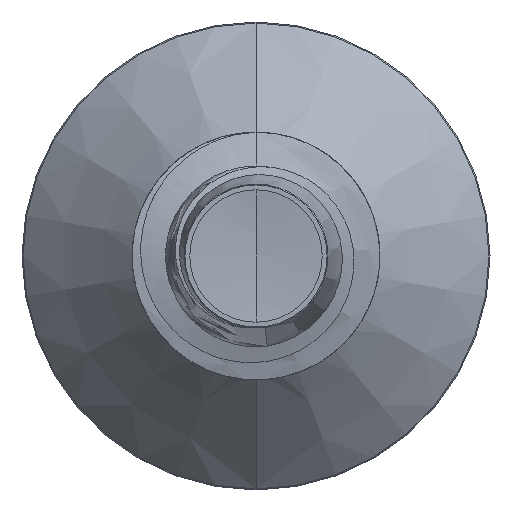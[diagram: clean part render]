
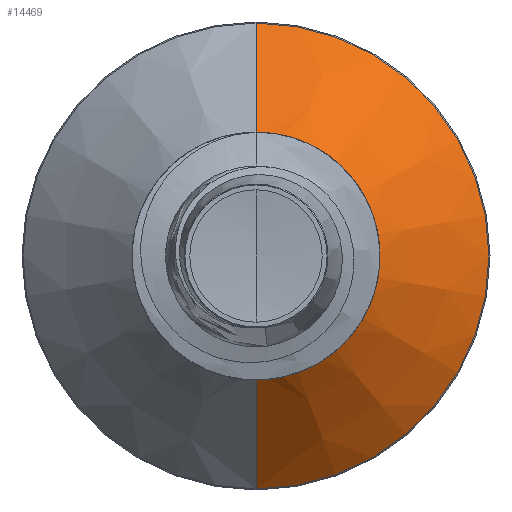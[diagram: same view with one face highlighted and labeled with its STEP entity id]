
A CAD part, front view. The second image highlights one B-rep face of the part: STEP entity #14469.
In plain terms, the highlighted conical face has half-angle 45 degrees and reference radius 0.841 mm.
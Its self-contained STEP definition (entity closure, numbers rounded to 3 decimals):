
#1796 = DIRECTION ( 'NONE',  ( 0., 0.707, 0.707 ) ) ;
#1847 = EDGE_CURVE ( 'NONE', #19606, #14964, #9055, .T. ) ;
#1937 = CARTESIAN_POINT ( 'NONE',  ( 0., 8.791, 0.841 ) ) ;
#2554 = CIRCLE ( 'NONE', #9696, 0.841 ) ;
#2824 = VERTEX_POINT ( 'NONE', #2983 ) ;
#2983 = CARTESIAN_POINT ( 'NONE',  ( 0., 8.791, -0.841 ) ) ;
#3520 = ORIENTED_EDGE ( 'NONE', *, *, #1847, .F. ) ;
#3707 = ORIENTED_EDGE ( 'NONE', *, *, #18700, .F. ) ;
#3802 = ORIENTED_EDGE ( 'NONE', *, *, #11115, .T. ) ;
#3865 = ORIENTED_EDGE ( 'NONE', *, *, #6683, .T. ) ;
#5739 = DIRECTION ( 'NONE',  ( 0., 0., 1. ) ) ;
#5757 = DIRECTION ( 'NONE',  ( 0., 1., 0. ) ) ;
#5993 = CARTESIAN_POINT ( 'NONE',  ( 0., 8.791, 0. ) ) ;
#6382 = CARTESIAN_POINT ( 'NONE',  ( 0., 9.642, 1.692 ) ) ;
#6683 = EDGE_CURVE ( 'NONE', #19606, #2824, #2554, .T. ) ;
#6693 = DIRECTION ( 'NONE',  ( 0., 1., 0. ) ) ;
#7026 = FACE_OUTER_BOUND ( 'NONE', #13751, .T. ) ;
#7076 = CARTESIAN_POINT ( 'NONE',  ( 0., 8.791, 0.841 ) ) ;
#8863 = VECTOR ( 'NONE', #1796, 1000. ) ;
#9055 = LINE ( 'NONE', #1937, #8863 ) ;
#9214 = CIRCLE ( 'NONE', #11157, 1.692 ) ;
#9696 = AXIS2_PLACEMENT_3D ( 'NONE', #5993, #5757, #5739 ) ;
#10740 = CARTESIAN_POINT ( 'NONE',  ( 0., 9.642, -1.692 ) ) ;
#11115 = EDGE_CURVE ( 'NONE', #2824, #12517, #14403, .T. ) ;
#11157 = AXIS2_PLACEMENT_3D ( 'NONE', #17423, #6693, #19001 ) ;
#12517 = VERTEX_POINT ( 'NONE', #10740 ) ;
#12923 = CONICAL_SURFACE ( 'NONE', #19738, 0.841, 0.785 ) ;
#13630 = VECTOR ( 'NONE', #22670, 1000. ) ;
#13751 = EDGE_LOOP ( 'NONE', ( #3865, #3802, #3707, #3520 ) ) ;
#14403 = LINE ( 'NONE', #21165, #13630 ) ;
#14469 = ADVANCED_FACE ( 'NONE', ( #7026 ), #12923, .T. ) ;
#14964 = VERTEX_POINT ( 'NONE', #6382 ) ;
#16946 = CARTESIAN_POINT ( 'NONE',  ( 0., 8.791, 0. ) ) ;
#17423 = CARTESIAN_POINT ( 'NONE',  ( 0., 9.642, 0. ) ) ;
#18174 = DIRECTION ( 'NONE',  ( 0., 0., 1. ) ) ;
#18570 = DIRECTION ( 'NONE',  ( 0., 1., 0. ) ) ;
#18700 = EDGE_CURVE ( 'NONE', #14964, #12517, #9214, .T. ) ;
#19001 = DIRECTION ( 'NONE',  ( 0., 0., 1. ) ) ;
#19606 = VERTEX_POINT ( 'NONE', #7076 ) ;
#19738 = AXIS2_PLACEMENT_3D ( 'NONE', #16946, #18570, #18174 ) ;
#21165 = CARTESIAN_POINT ( 'NONE',  ( 0., 8.791, -0.841 ) ) ;
#22670 = DIRECTION ( 'NONE',  ( 0., 0.707, -0.707 ) ) ;
